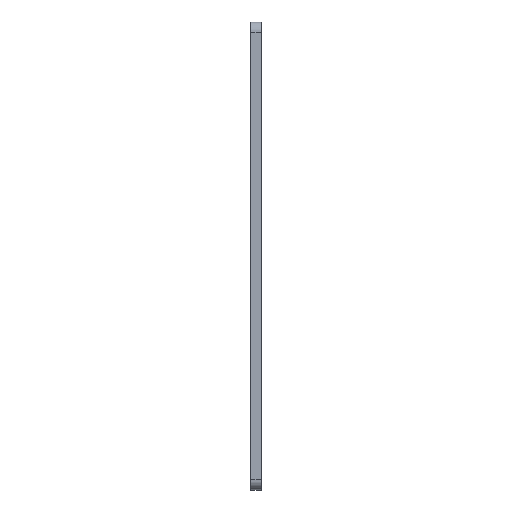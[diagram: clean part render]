
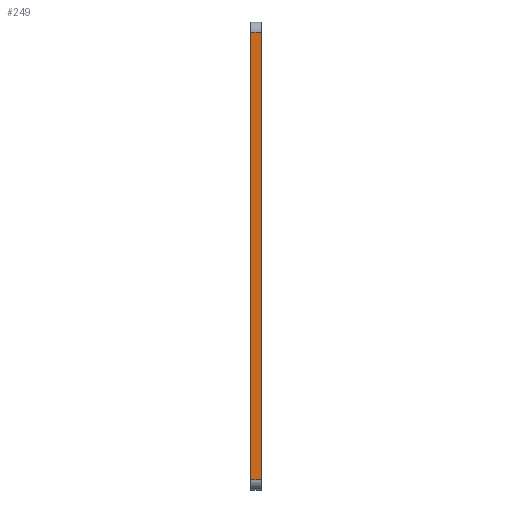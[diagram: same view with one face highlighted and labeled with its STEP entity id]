
A CAD part, left-side view. The second image highlights one B-rep face of the part: STEP entity #249.
In plain terms, the highlighted planar face has unit normal (-1, 0, 0).
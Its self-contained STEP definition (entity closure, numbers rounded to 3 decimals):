
#6 = CARTESIAN_POINT ( 'NONE',  ( -28., 0., -25.5 ) ) ;
#63 = ORIENTED_EDGE ( 'NONE', *, *, #599, .F. ) ;
#119 = EDGE_CURVE ( 'NONE', #799, #660, #941, .T. ) ;
#178 = CARTESIAN_POINT ( 'NONE',  ( -28., 2.5, -28. ) ) ;
#194 = VECTOR ( 'NONE', #587, 1000. ) ;
#249 = ADVANCED_FACE ( 'NONE', ( #883 ), #1288, .T. ) ;
#261 = VERTEX_POINT ( 'NONE', #581 ) ;
#292 = EDGE_CURVE ( 'NONE', #660, #261, #662, .T. ) ;
#314 = ORIENTED_EDGE ( 'NONE', *, *, #464, .T. ) ;
#399 = CARTESIAN_POINT ( 'NONE',  ( -28., 0., -25.5 ) ) ;
#430 = CARTESIAN_POINT ( 'NONE',  ( -28., 2.5, 85.5 ) ) ;
#447 = DIRECTION ( 'NONE',  ( 0., -1., 0. ) ) ;
#448 = VECTOR ( 'NONE', #447, 1000. ) ;
#462 = ORIENTED_EDGE ( 'NONE', *, *, #292, .T. ) ;
#464 = EDGE_CURVE ( 'NONE', #261, #769, #657, .T. ) ;
#469 = CARTESIAN_POINT ( 'NONE',  ( -28., 0., -28. ) ) ;
#581 = CARTESIAN_POINT ( 'NONE',  ( -28., 0., 85.5 ) ) ;
#587 = DIRECTION ( 'NONE',  ( 0., 0., 1. ) ) ;
#599 = EDGE_CURVE ( 'NONE', #799, #769, #868, .T. ) ;
#657 = LINE ( 'NONE', #740, #707 ) ;
#660 = VERTEX_POINT ( 'NONE', #399 ) ;
#662 = LINE ( 'NONE', #469, #728 ) ;
#707 = VECTOR ( 'NONE', #965, 1000. ) ;
#728 = VECTOR ( 'NONE', #1199, 1000. ) ;
#740 = CARTESIAN_POINT ( 'NONE',  ( -28., 0., 85.5 ) ) ;
#755 = AXIS2_PLACEMENT_3D ( 'NONE', #983, #1098, #892 ) ;
#769 = VERTEX_POINT ( 'NONE', #430 ) ;
#799 = VERTEX_POINT ( 'NONE', #959 ) ;
#868 = LINE ( 'NONE', #178, #194 ) ;
#883 = FACE_OUTER_BOUND ( 'NONE', #984, .T. ) ;
#892 = DIRECTION ( 'NONE',  ( 0., 0., 1. ) ) ;
#941 = LINE ( 'NONE', #6, #448 ) ;
#959 = CARTESIAN_POINT ( 'NONE',  ( -28., 2.5, -25.5 ) ) ;
#965 = DIRECTION ( 'NONE',  ( 0., 1., 0. ) ) ;
#983 = CARTESIAN_POINT ( 'NONE',  ( -28., 0., -28. ) ) ;
#984 = EDGE_LOOP ( 'NONE', ( #462, #314, #63, #1236 ) ) ;
#1098 = DIRECTION ( 'NONE',  ( -1., 0., 0. ) ) ;
#1199 = DIRECTION ( 'NONE',  ( 0., 0., 1. ) ) ;
#1236 = ORIENTED_EDGE ( 'NONE', *, *, #119, .T. ) ;
#1288 = PLANE ( 'NONE',  #755 ) ;
